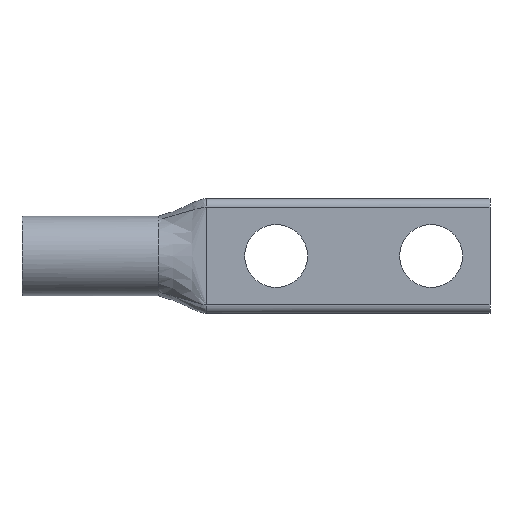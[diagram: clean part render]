
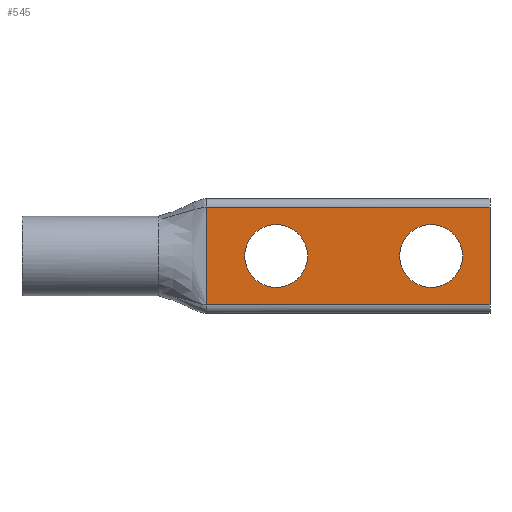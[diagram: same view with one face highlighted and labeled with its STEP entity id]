
A CAD part, front view. The second image highlights one B-rep face of the part: STEP entity #545.
In plain terms, the highlighted planar face has unit normal (0, -1, 0).
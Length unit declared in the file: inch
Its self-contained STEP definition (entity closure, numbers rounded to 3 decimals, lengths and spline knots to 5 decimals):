
#44 = EDGE_CURVE ( 'NONE', #1058, #1781, #2023, .T. ) ;
#47 = ORIENTED_EDGE ( 'NONE', *, *, #44, .T. ) ;
#59 = DIRECTION ( 'NONE',  ( -1., 0., 0. ) ) ;
#69 = DIRECTION ( 'NONE',  ( 0., 0., 1. ) ) ;
#126 = ORIENTED_EDGE ( 'NONE', *, *, #1368, .T. ) ;
#155 = VERTEX_POINT ( 'NONE', #1576 ) ;
#178 = LINE ( 'NONE', #720, #369 ) ;
#193 = EDGE_CURVE ( 'NONE', #1781, #1058, #1849, .T. ) ;
#216 = CIRCLE ( 'NONE', #1742, 0.203 ) ;
#227 = VECTOR ( 'NONE', #601, 39.37008 ) ;
#239 = CARTESIAN_POINT ( 'NONE',  ( 3.02, 0., -0.315 ) ) ;
#271 = ORIENTED_EDGE ( 'NONE', *, *, #482, .T. ) ;
#282 = DIRECTION ( 'NONE',  ( 0., 0., -1. ) ) ;
#286 = DIRECTION ( 'NONE',  ( 0., 0., -1. ) ) ;
#313 = LINE ( 'NONE', #1324, #565 ) ;
#331 = DIRECTION ( 'NONE',  ( 0., 0., 1. ) ) ;
#367 = AXIS2_PLACEMENT_3D ( 'NONE', #1509, #661, #2016 ) ;
#369 = VECTOR ( 'NONE', #59, 39.37008 ) ;
#411 = CARTESIAN_POINT ( 'NONE',  ( 1.64, 0., 0. ) ) ;
#445 = LINE ( 'NONE', #958, #990 ) ;
#454 = ORIENTED_EDGE ( 'NONE', *, *, #1523, .F. ) ;
#468 = EDGE_LOOP ( 'NONE', ( #271, #1818 ) ) ;
#482 = EDGE_CURVE ( 'NONE', #1631, #939, #216, .T. ) ;
#496 = CARTESIAN_POINT ( 'NONE',  ( 1.64, 0., -0.203 ) ) ;
#501 = CIRCLE ( 'NONE', #367, 0.203 ) ;
#523 = AXIS2_PLACEMENT_3D ( 'NONE', #600, #766, #952 ) ;
#545 = ADVANCED_FACE ( 'NONE', ( #1635, #1622, #633 ), #2121, .T. ) ;
#565 = VECTOR ( 'NONE', #282, 39.37008 ) ;
#600 = CARTESIAN_POINT ( 'NONE',  ( 2.64, 0., 0. ) ) ;
#601 = DIRECTION ( 'NONE',  ( -1., 0., 0. ) ) ;
#633 = FACE_BOUND ( 'NONE', #1856, .T. ) ;
#661 = DIRECTION ( 'NONE',  ( 0., 1., 0. ) ) ;
#720 = CARTESIAN_POINT ( 'NONE',  ( 3.76813, 0., -0.315 ) ) ;
#766 = DIRECTION ( 'NONE',  ( 0., 1., 0. ) ) ;
#793 = EDGE_CURVE ( 'NONE', #2133, #155, #445, .T. ) ;
#812 = EDGE_CURVE ( 'NONE', #1801, #1805, #313, .T. ) ;
#888 = EDGE_CURVE ( 'NONE', #939, #1631, #501, .T. ) ;
#939 = VERTEX_POINT ( 'NONE', #496 ) ;
#952 = DIRECTION ( 'NONE',  ( 0., 0., 1. ) ) ;
#958 = CARTESIAN_POINT ( 'NONE',  ( 1.19, 0., 0. ) ) ;
#985 = ORIENTED_EDGE ( 'NONE', *, *, #193, .T. ) ;
#990 = VECTOR ( 'NONE', #1443, 39.37008 ) ;
#1058 = VERTEX_POINT ( 'NONE', #1398 ) ;
#1098 = CARTESIAN_POINT ( 'NONE',  ( 2.64, 0., 0.203 ) ) ;
#1156 = ORIENTED_EDGE ( 'NONE', *, *, #812, .F. ) ;
#1180 = EDGE_LOOP ( 'NONE', ( #126, #1345, #454, #1156 ) ) ;
#1213 = CARTESIAN_POINT ( 'NONE',  ( 1.19, 0., 0.315 ) ) ;
#1293 = DIRECTION ( 'NONE',  ( 0., -1., 0. ) ) ;
#1296 = AXIS2_PLACEMENT_3D ( 'NONE', #1461, #1990, #331 ) ;
#1324 = CARTESIAN_POINT ( 'NONE',  ( 3.02, 0., 0. ) ) ;
#1345 = ORIENTED_EDGE ( 'NONE', *, *, #793, .T. ) ;
#1368 = EDGE_CURVE ( 'NONE', #1801, #2133, #1761, .T. ) ;
#1398 = CARTESIAN_POINT ( 'NONE',  ( 2.64, 0., -0.203 ) ) ;
#1443 = DIRECTION ( 'NONE',  ( 0., 0., -1. ) ) ;
#1461 = CARTESIAN_POINT ( 'NONE',  ( 2.64, 0., 0. ) ) ;
#1509 = CARTESIAN_POINT ( 'NONE',  ( 1.64, 0., 0. ) ) ;
#1523 = EDGE_CURVE ( 'NONE', #1805, #155, #178, .T. ) ;
#1564 = DIRECTION ( 'NONE',  ( 0., 1., 0. ) ) ;
#1576 = CARTESIAN_POINT ( 'NONE',  ( 1.19, 0., -0.315 ) ) ;
#1622 = FACE_BOUND ( 'NONE', #468, .T. ) ;
#1626 = CARTESIAN_POINT ( 'NONE',  ( 3.76813, 0., 0.315 ) ) ;
#1631 = VERTEX_POINT ( 'NONE', #1977 ) ;
#1635 = FACE_OUTER_BOUND ( 'NONE', #1180, .T. ) ;
#1655 = CARTESIAN_POINT ( 'NONE',  ( 3.76813, 0., 0. ) ) ;
#1742 = AXIS2_PLACEMENT_3D ( 'NONE', #411, #1564, #69 ) ;
#1761 = LINE ( 'NONE', #1626, #227 ) ;
#1781 = VERTEX_POINT ( 'NONE', #1098 ) ;
#1801 = VERTEX_POINT ( 'NONE', #1893 ) ;
#1805 = VERTEX_POINT ( 'NONE', #239 ) ;
#1818 = ORIENTED_EDGE ( 'NONE', *, *, #888, .T. ) ;
#1849 = CIRCLE ( 'NONE', #1296, 0.203 ) ;
#1856 = EDGE_LOOP ( 'NONE', ( #985, #47 ) ) ;
#1893 = CARTESIAN_POINT ( 'NONE',  ( 3.02, 0., 0.315 ) ) ;
#1977 = CARTESIAN_POINT ( 'NONE',  ( 1.64, 0., 0.203 ) ) ;
#1990 = DIRECTION ( 'NONE',  ( 0., 1., 0. ) ) ;
#2016 = DIRECTION ( 'NONE',  ( 0., 0., 1. ) ) ;
#2023 = CIRCLE ( 'NONE', #523, 0.203 ) ;
#2121 = PLANE ( 'NONE',  #2132 ) ;
#2132 = AXIS2_PLACEMENT_3D ( 'NONE', #1655, #1293, #286 ) ;
#2133 = VERTEX_POINT ( 'NONE', #1213 ) ;
